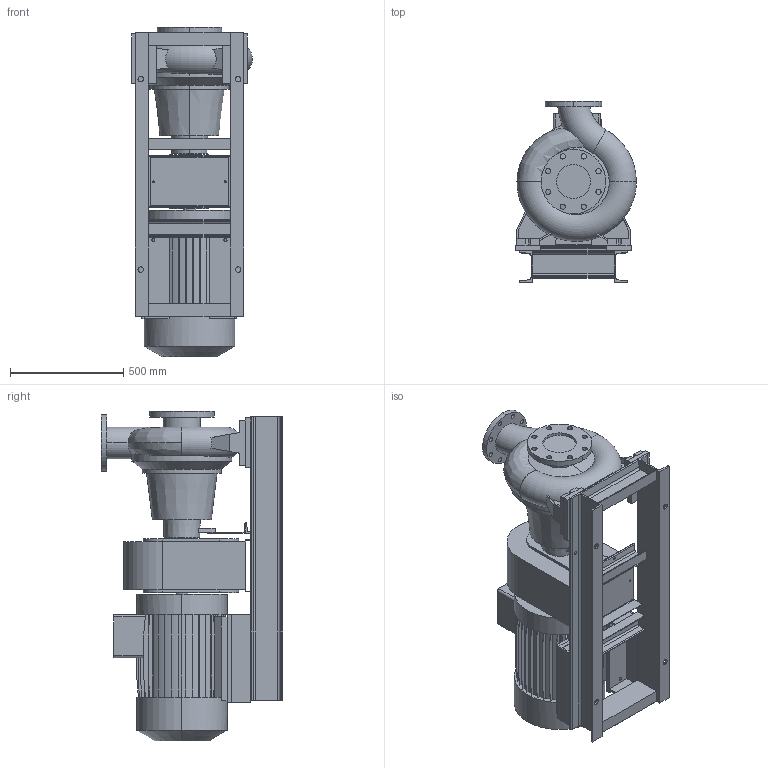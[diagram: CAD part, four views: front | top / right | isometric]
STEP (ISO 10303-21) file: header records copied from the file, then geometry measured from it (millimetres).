
FILE_DESCRIPTION (( 'STEP AP203' ), '1' );
FILE_NAME ('10018148swa00.step', '2023-07-07T12:07:29', ( '' ), ( '' ), 'SwSTEP 2.0', 'SolidWorks 2020', '' );
FILE_SCHEMA (( 'CONFIG_CONTROL_DESIGN' ));
Length unit declared in the file: millimetre
Products named in the file (5): 10018097swp00_MCG 25 N4 125-315 200; 10018148swa00; 90.328.08swp02_LAVORATO<A macchina>; 10017783swp00_125-315; 10018072swp00_200L 4-6
Assembly tree (4 placements, depth 2):
  10018148swa00
    10017783swp00_125-315
    10018097swp00_MCG 25 N4 125-315 200
    10018072swp00_200L 4-6
    90.328.08swp02_LAVORATO<A macchina>
Bounding box: 532.97 x 800 x 1455 mm (x, y, z)
Volume: 182506886.6 mm3; surface area: 6486767.6 mm2
Topology: 20 solids, 20 shells, 676 faces, 1841 edges, 1221 vertices
Faces by surface type: plane 471, cylinder 188, cone 10, torus 5, bspline 2
Entity records: 23480 total; most frequent: CARTESIAN_POINT 5487, ORIENTED_EDGE 3682, DIRECTION 3531, EDGE_CURVE 1841, LINE 1385, VECTOR 1385, VERTEX_POINT 1221, AXIS2_PLACEMENT_3D 1073
